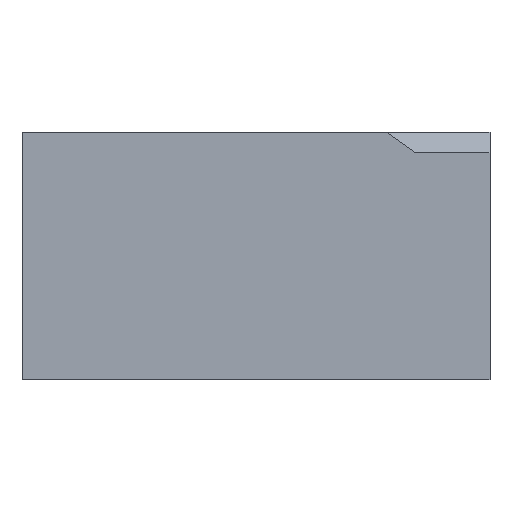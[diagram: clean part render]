
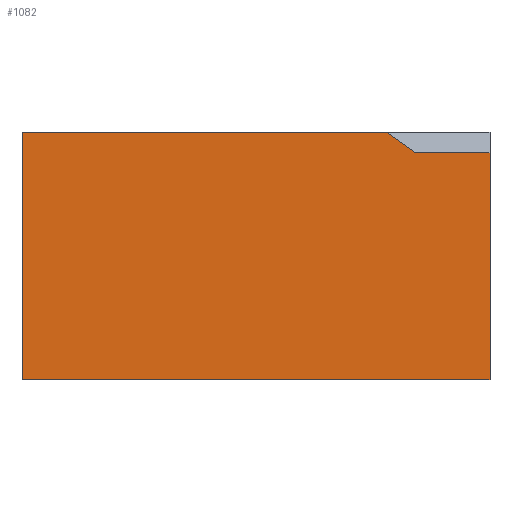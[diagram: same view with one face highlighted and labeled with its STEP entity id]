
A CAD part, front view. The second image highlights one B-rep face of the part: STEP entity #1082.
In plain terms, the highlighted planar face has unit normal (0, -1, 0).
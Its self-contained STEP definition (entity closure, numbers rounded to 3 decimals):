
#9 = VERTEX_POINT ( 'NONE', #51 ) ;
#11 = CARTESIAN_POINT ( 'NONE',  ( -1.7, -3., -1.2 ) ) ;
#44 = CARTESIAN_POINT ( 'NONE',  ( 1.162, -3., 0.45 ) ) ;
#51 = CARTESIAN_POINT ( 'NONE',  ( 1.7, -3., 0.45 ) ) ;
#52 = CARTESIAN_POINT ( 'NONE',  ( -1.7, -3., 0.6 ) ) ;
#72 = VECTOR ( 'NONE', #1085, 1000. ) ;
#140 = VERTEX_POINT ( 'NONE', #52 ) ;
#152 = LINE ( 'NONE', #845, #221 ) ;
#182 = DIRECTION ( 'NONE',  ( 1., 0., 0. ) ) ;
#199 = FACE_OUTER_BOUND ( 'NONE', #1034, .T. ) ;
#221 = VECTOR ( 'NONE', #836, 1000. ) ;
#254 = VECTOR ( 'NONE', #862, 1000. ) ;
#269 = VECTOR ( 'NONE', #1163, 1000. ) ;
#279 = EDGE_CURVE ( 'NONE', #140, #809, #908, .T. ) ;
#323 = EDGE_CURVE ( 'NONE', #809, #832, #1093, .T. ) ;
#325 = LINE ( 'NONE', #1186, #1262 ) ;
#403 = VERTEX_POINT ( 'NONE', #605 ) ;
#410 = ORIENTED_EDGE ( 'NONE', *, *, #603, .F. ) ;
#514 = CARTESIAN_POINT ( 'NONE',  ( -1.7, -3., 7.496 ) ) ;
#515 = CARTESIAN_POINT ( 'NONE',  ( 1.7, -3., -1.2 ) ) ;
#516 = DIRECTION ( 'NONE',  ( 0., 1., 0. ) ) ;
#545 = VECTOR ( 'NONE', #182, 1000. ) ;
#551 = EDGE_CURVE ( 'NONE', #1134, #9, #1171, .T. ) ;
#553 = ORIENTED_EDGE ( 'NONE', *, *, #279, .T. ) ;
#566 = CARTESIAN_POINT ( 'NONE',  ( -4.068, -3., 4.148 ) ) ;
#588 = PLANE ( 'NONE',  #1054 ) ;
#595 = DIRECTION ( 'NONE',  ( 0., 0., 1. ) ) ;
#603 = EDGE_CURVE ( 'NONE', #140, #403, #152, .T. ) ;
#605 = CARTESIAN_POINT ( 'NONE',  ( 0.95, -3., 0.6 ) ) ;
#775 = CARTESIAN_POINT ( 'NONE',  ( 1.7, -3., 0.45 ) ) ;
#778 = EDGE_CURVE ( 'NONE', #9, #832, #325, .T. ) ;
#809 = VERTEX_POINT ( 'NONE', #11 ) ;
#818 = ORIENTED_EDGE ( 'NONE', *, *, #323, .T. ) ;
#832 = VERTEX_POINT ( 'NONE', #515 ) ;
#836 = DIRECTION ( 'NONE',  ( 1., 0., 0. ) ) ;
#845 = CARTESIAN_POINT ( 'NONE',  ( -1.7, -3., 0.6 ) ) ;
#856 = LINE ( 'NONE', #566, #254 ) ;
#862 = DIRECTION ( 'NONE',  ( -0.816, 0., 0.577 ) ) ;
#908 = LINE ( 'NONE', #514, #72 ) ;
#941 = ORIENTED_EDGE ( 'NONE', *, *, #1246, .T. ) ;
#959 = ORIENTED_EDGE ( 'NONE', *, *, #778, .F. ) ;
#983 = CARTESIAN_POINT ( 'NONE',  ( -1.7, -3., 7.496 ) ) ;
#1034 = EDGE_LOOP ( 'NONE', ( #1137, #941, #410, #553, #818, #959 ) ) ;
#1054 = AXIS2_PLACEMENT_3D ( 'NONE', #983, #516, #595 ) ;
#1082 = ADVANCED_FACE ( 'NONE', ( #199 ), #588, .F. ) ;
#1085 = DIRECTION ( 'NONE',  ( 0., 0., -1. ) ) ;
#1093 = LINE ( 'NONE', #1276, #545 ) ;
#1134 = VERTEX_POINT ( 'NONE', #44 ) ;
#1137 = ORIENTED_EDGE ( 'NONE', *, *, #551, .F. ) ;
#1163 = DIRECTION ( 'NONE',  ( 1., 0., 0. ) ) ;
#1171 = LINE ( 'NONE', #775, #269 ) ;
#1186 = CARTESIAN_POINT ( 'NONE',  ( 1.7, -3., 7.496 ) ) ;
#1193 = DIRECTION ( 'NONE',  ( 0., 0., -1. ) ) ;
#1246 = EDGE_CURVE ( 'NONE', #1134, #403, #856, .T. ) ;
#1262 = VECTOR ( 'NONE', #1193, 1000. ) ;
#1276 = CARTESIAN_POINT ( 'NONE',  ( -1.7, -3., -1.2 ) ) ;
